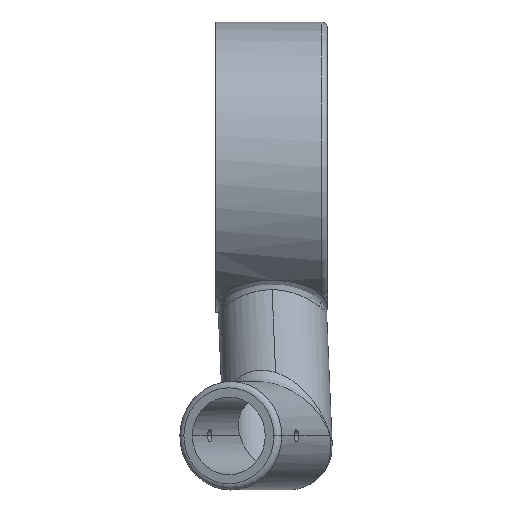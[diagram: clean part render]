
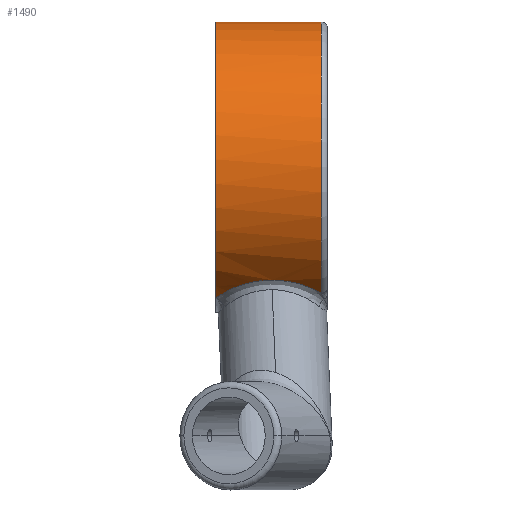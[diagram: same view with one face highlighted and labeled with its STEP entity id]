
A CAD part, left-side view. The second image highlights one B-rep face of the part: STEP entity #1490.
In plain terms, the highlighted cylindrical face has radius 47.5 mm (diameter 95 mm), a partial arc.
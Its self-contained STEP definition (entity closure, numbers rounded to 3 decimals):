
#14 = DIRECTION ( 'NONE',  ( 0., 0., -1. ) ) ;
#33 = AXIS2_PLACEMENT_3D ( 'NONE', #1451, #3407, #14 ) ;
#41 = CARTESIAN_POINT ( 'NONE',  ( 610.623, 214.836, 17.664 ) ) ;
#45 = EDGE_CURVE ( 'NONE', #1562, #2427, #628, .T. ) ;
#166 = EDGE_CURVE ( 'NONE', #1943, #1562, #1202, .T. ) ;
#184 = CARTESIAN_POINT ( 'NONE',  ( 634.391, 249.336, 58.79 ) ) ;
#220 = CARTESIAN_POINT ( 'NONE',  ( 612.638, 248.494, 16.562 ) ) ;
#244 = CARTESIAN_POINT ( 'NONE',  ( 613.971, 249.336, 15.903 ) ) ;
#256 = CARTESIAN_POINT ( 'NONE',  ( 608.469, 244.31, 18.986 ) ) ;
#269 = CARTESIAN_POINT ( 'NONE',  ( 607.797, 243.301, 19.431 ) ) ;
#290 = CARTESIAN_POINT ( 'NONE',  ( 606.239, 221.507, 20.529 ) ) ;
#481 = ORIENTED_EDGE ( 'NONE', *, *, #2683, .T. ) ;
#517 = CARTESIAN_POINT ( 'NONE',  ( 613.971, 249.336, 15.903 ) ) ;
#534 = CARTESIAN_POINT ( 'NONE',  ( 612.315, 248.26, 16.73 ) ) ;
#550 = CARTESIAN_POINT ( 'NONE',  ( 605.049, 236.456, 21.436 ) ) ;
#569 = CARTESIAN_POINT ( 'NONE',  ( 604.467, 229.69, 21.901 ) ) ;
#628 = LINE ( 'NONE', #1739, #1608 ) ;
#757 = DIRECTION ( 'NONE',  ( 0., 1., 0. ) ) ;
#812 = ORIENTED_EDGE ( 'NONE', *, *, #2985, .F. ) ;
#829 = CARTESIAN_POINT ( 'NONE',  ( 604.729, 234.801, 21.689 ) ) ;
#1012 = DIRECTION ( 'NONE',  ( 0., 1., 0. ) ) ;
#1064 = CARTESIAN_POINT ( 'NONE',  ( 605.247, 237.275, 21.281 ) ) ;
#1095 = CARTESIAN_POINT ( 'NONE',  ( 610.623, 214.836, 17.664 ) ) ;
#1116 = CARTESIAN_POINT ( 'NONE',  ( 607.588, 242.956, 19.574 ) ) ;
#1202 = CIRCLE ( 'NONE', #33, 47.5 ) ;
#1300 = FACE_OUTER_BOUND ( 'NONE', #3403, .T. ) ;
#1341 = CARTESIAN_POINT ( 'NONE',  ( 608.238, 243.979, 19.137 ) ) ;
#1360 = CARTESIAN_POINT ( 'NONE',  ( 604.508, 232.693, 21.867 ) ) ;
#1376 = CARTESIAN_POINT ( 'NONE',  ( 604.713, 227.156, 21.702 ) ) ;
#1451 = CARTESIAN_POINT ( 'NONE',  ( 634.391, 214.836, 58.79 ) ) ;
#1490 = ADVANCED_FACE ( 'NONE', ( #1300 ), #1842, .T. ) ;
#1531 = CARTESIAN_POINT ( 'NONE',  ( 634.391, 249.336, 106.29 ) ) ;
#1562 = VERTEX_POINT ( 'NONE', #2328 ) ;
#1608 = VECTOR ( 'NONE', #2034, 1000. ) ;
#1613 = CARTESIAN_POINT ( 'NONE',  ( 607.286, 219.294, 19.779 ) ) ;
#1649 = CARTESIAN_POINT ( 'NONE',  ( 604.849, 226.322, 21.593 ) ) ;
#1665 = CARTESIAN_POINT ( 'NONE',  ( 604.522, 228.84, 21.856 ) ) ;
#1684 = CARTESIAN_POINT ( 'NONE',  ( 604.453, 231.411, 21.912 ) ) ;
#1739 = CARTESIAN_POINT ( 'NONE',  ( 634.391, 215.336, 106.29 ) ) ;
#1842 = CYLINDRICAL_SURFACE ( 'NONE', #2967, 47.5 ) ;
#1867 = AXIS2_PLACEMENT_3D ( 'NONE', #184, #1012, #2074 ) ;
#1918 = CARTESIAN_POINT ( 'NONE',  ( 604.616, 233.963, 21.78 ) ) ;
#1943 = VERTEX_POINT ( 'NONE', #41 ) ;
#2034 = DIRECTION ( 'NONE',  ( 0., 1., 0. ) ) ;
#2052 = CIRCLE ( 'NONE', #1867, 47.5 ) ;
#2074 = DIRECTION ( 'NONE',  ( 0., 0., 1. ) ) ;
#2167 = CARTESIAN_POINT ( 'NONE',  ( 611.378, 247.53, 17.231 ) ) ;
#2213 = CARTESIAN_POINT ( 'NONE',  ( 605.357, 237.684, 21.196 ) ) ;
#2293 = ORIENTED_EDGE ( 'NONE', *, *, #166, .T. ) ;
#2328 = CARTESIAN_POINT ( 'NONE',  ( 634.391, 214.836, 106.29 ) ) ;
#2422 = DIRECTION ( 'NONE',  ( 0., 0., 1. ) ) ;
#2427 = VERTEX_POINT ( 'NONE', #1531 ) ;
#2442 = CARTESIAN_POINT ( 'NONE',  ( 609.503, 215.949, 18.311 ) ) ;
#2458 = CARTESIAN_POINT ( 'NONE',  ( 613.294, 248.934, 16.23 ) ) ;
#2474 = CARTESIAN_POINT ( 'NONE',  ( 610.794, 247.003, 17.561 ) ) ;
#2489 = CARTESIAN_POINT ( 'NONE',  ( 608.535, 217.202, 18.931 ) ) ;
#2506 = CARTESIAN_POINT ( 'NONE',  ( 605.957, 239.695, 20.736 ) ) ;
#2683 = EDGE_CURVE ( 'NONE', #3238, #1943, #2925, .T. ) ;
#2764 = CARTESIAN_POINT ( 'NONE',  ( 609.697, 245.874, 18.208 ) ) ;
#2802 = CARTESIAN_POINT ( 'NONE',  ( 605.426, 223.854, 21.142 ) ) ;
#2925 = B_SPLINE_CURVE_WITH_KNOTS ( 'NONE', 3,
 ( #517, #3625, #2458, #220, #534, #2167, #2474, #2764, #3334, #256, #1341, #269, #1116, #3350, #2506, #2213, #1064, #550, #3021, #829, #1918, #1360, #3040, #1684, #3075, #569, #1665, #1376, #1649, #3588, #2802, #3004, #290, #3314, #1613, #2489, #2442, #1095 ),
 .UNSPECIFIED., .F., .F.,
 ( 4, 2, 2, 2, 2, 2, 2, 2, 2, 2, 2, 2, 2, 2, 2, 2, 2, 2, 4 ),
 ( 0.106, 0.107, 0.109, 0.111, 0.114, 0.115, 0.116, 0.121, 0.123, 0.124, 0.127, 0.128, 0.129, 0.132, 0.134, 0.137, 0.14, 0.142, 0.147 ),
 .UNSPECIFIED. ) ;
#2967 = AXIS2_PLACEMENT_3D ( 'NONE', #3243, #757, #2422 ) ;
#2971 = ORIENTED_EDGE ( 'NONE', *, *, #45, .T. ) ;
#2985 = EDGE_CURVE ( 'NONE', #3238, #2427, #2052, .T. ) ;
#3004 = CARTESIAN_POINT ( 'NONE',  ( 605.943, 222.274, 20.75 ) ) ;
#3021 = CARTESIAN_POINT ( 'NONE',  ( 604.961, 236.044, 21.505 ) ) ;
#3040 = CARTESIAN_POINT ( 'NONE',  ( 604.483, 232.267, 21.888 ) ) ;
#3075 = CARTESIAN_POINT ( 'NONE',  ( 604.448, 230.979, 21.916 ) ) ;
#3238 = VERTEX_POINT ( 'NONE', #244 ) ;
#3243 = CARTESIAN_POINT ( 'NONE',  ( 634.391, 215.336, 58.79 ) ) ;
#3314 = CARTESIAN_POINT ( 'NONE',  ( 606.91, 220.018, 20.044 ) ) ;
#3334 = CARTESIAN_POINT ( 'NONE',  ( 609.185, 245.272, 18.525 ) ) ;
#3350 = CARTESIAN_POINT ( 'NONE',  ( 606.591, 241.199, 20.262 ) ) ;
#3403 = EDGE_LOOP ( 'NONE', ( #2293, #2971, #812, #481 ) ) ;
#3407 = DIRECTION ( 'NONE',  ( 0., 1., 0. ) ) ;
#3588 = CARTESIAN_POINT ( 'NONE',  ( 605.205, 224.672, 21.313 ) ) ;
#3625 = CARTESIAN_POINT ( 'NONE',  ( 613.629, 249.141, 16.066 ) ) ;
